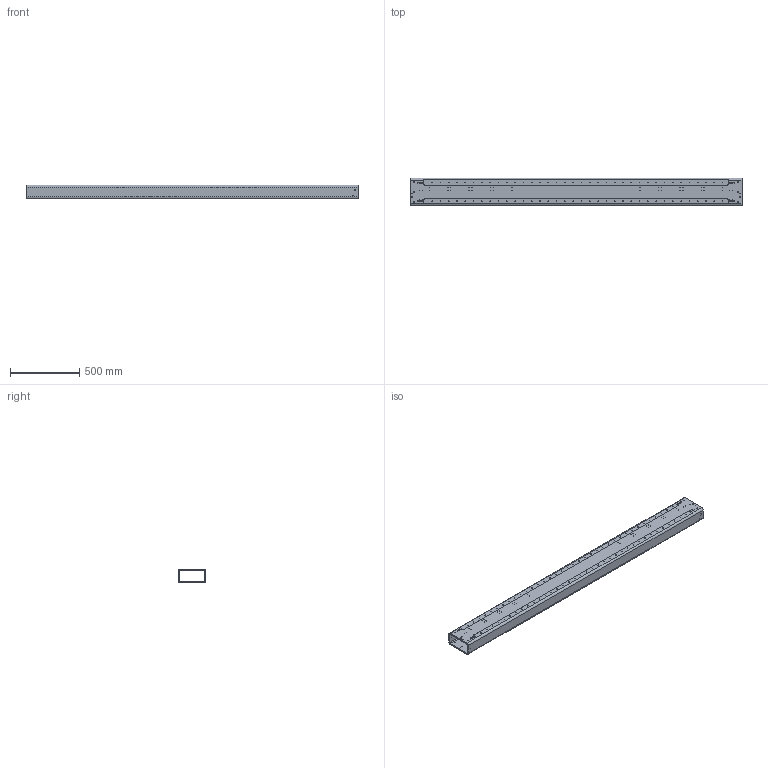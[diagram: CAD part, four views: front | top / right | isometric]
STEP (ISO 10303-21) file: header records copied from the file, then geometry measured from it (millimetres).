
FILE_DESCRIPTION(('CATIA V5 STEP Exchange'),'2;1');
FILE_NAME('VSTOR1100-Z001 100x200x10mm.stp','2022-05-22T12:08:22+00:00',('none'),('none'),'CATIA Version 5 Release 21 GA (IN-10)','CATIA V5 STEP AP214','none');
FILE_SCHEMA(('AUTOMOTIVE_DESIGN { 1 0 10303 214 1 1 1 1 }'));
Length unit declared in the file: millimetre
Products named in the file (1): VSTOR1100-Z001
Bounding box: 2400 x 200 x 100 mm (x, y, z)
Volume: 12968193.6 mm3; surface area: 2639777.4 mm2
Topology: 1 solids, 1 shells, 394 faces, 1152 edges, 768 vertices
Faces by surface type: cylinder 368, plane 26
Entity records: 12537 total; most frequent: ORIENTED_EDGE 2304, CARTESIAN_POINT 2126, DIRECTION 1562, EDGE_CURVE 1152, AXIS2_PLACEMENT_3D 946, VERTEX_POINT 768, EDGE_LOOP 744, CIRCLE 740
